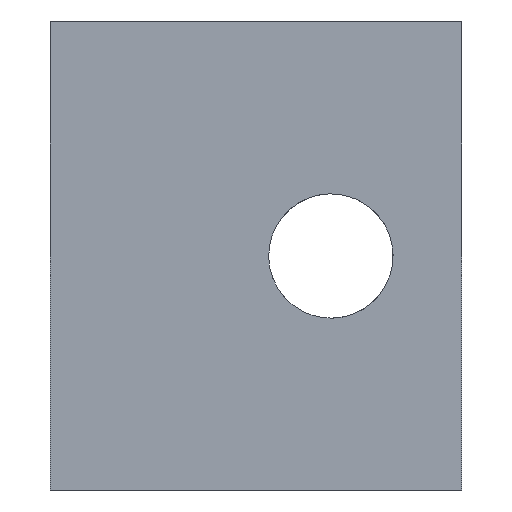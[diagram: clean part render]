
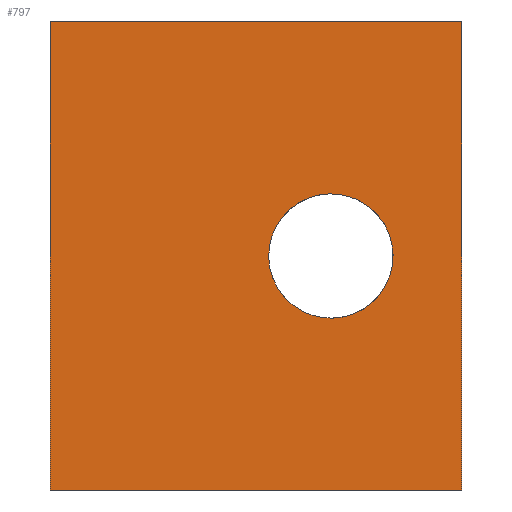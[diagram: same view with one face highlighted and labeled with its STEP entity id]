
A CAD part, front view. The second image highlights one B-rep face of the part: STEP entity #797.
In plain terms, the highlighted planar face has unit normal (0, -1, 0).
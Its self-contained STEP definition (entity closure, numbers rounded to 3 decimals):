
#63=CARTESIAN_POINT('Vertex',(4.,-15.,19.5)) ;
#77=CARTESIAN_POINT('Vertex',(4.,-15.,-5.5)) ;
#80=CARTESIAN_POINT('Line Origine',(4.,-15.,7.)) ;
#492=CARTESIAN_POINT('Vertex',(26.,-15.,19.5)) ;
#495=CARTESIAN_POINT('Line Origine',(26.,-15.,7.)) ;
#499=CARTESIAN_POINT('Vertex',(26.,-15.,-5.5)) ;
#688=CARTESIAN_POINT('Vertex',(16.083,-15.,8.593)) ;
#691=CARTESIAN_POINT('Axis2P3D Location',(19.,-15.,7.)) ;
#695=CARTESIAN_POINT('Vertex',(21.917,-15.,5.407)) ;
#710=CARTESIAN_POINT('Axis2P3D Location',(19.,-15.,7.)) ;
#732=CARTESIAN_POINT('Line Origine',(15.,-15.,19.5)) ;
#770=CARTESIAN_POINT('Line Origine',(15.,-15.,-5.5)) ;
#782=CARTESIAN_POINT('Axis2P3D Location',(4.,-15.,-5.5)) ;
#81=DIRECTION('Vector Direction',(0.,0.,1.)) ;
#496=DIRECTION('Vector Direction',(0.,0.,1.)) ;
#692=DIRECTION('Axis2P3D Direction',(-0.,1.,0.)) ;
#711=DIRECTION('Axis2P3D Direction',(-0.,1.,0.)) ;
#733=DIRECTION('Vector Direction',(1.,0.,0.)) ;
#771=DIRECTION('Vector Direction',(1.,0.,0.)) ;
#783=DIRECTION('Axis2P3D Direction',(0.,1.,0.)) ;
#784=DIRECTION('Axis2P3D XDirection',(0.,0.,1.)) ;
#693=AXIS2_PLACEMENT_3D('Circle Axis2P3D',#691,#692,$) ;
#712=AXIS2_PLACEMENT_3D('Circle Axis2P3D',#710,#711,$) ;
#785=AXIS2_PLACEMENT_3D('Plane Axis2P3D',#782,#783,#784) ;
#788=ORIENTED_EDGE('',*,*,#736,.F.) ;
#789=ORIENTED_EDGE('',*,*,#84,.T.) ;
#790=ORIENTED_EDGE('',*,*,#774,.T.) ;
#791=ORIENTED_EDGE('',*,*,#501,.F.) ;
#794=ORIENTED_EDGE('',*,*,#714,.T.) ;
#795=ORIENTED_EDGE('',*,*,#697,.T.) ;
#796=FACE_BOUND('',#793,.T.) ;
#82=VECTOR('Line Direction',#81,1.) ;
#497=VECTOR('Line Direction',#496,1.) ;
#734=VECTOR('Line Direction',#733,1.) ;
#772=VECTOR('Line Direction',#771,1.) ;
#797=ADVANCED_FACE('Corps principal',(#792,#796),#786,.F.) ;
#694=CIRCLE('generated circle',#693,3.324) ;
#713=CIRCLE('generated circle',#712,3.324) ;
#84=EDGE_CURVE('',#64,#78,#83,.F.) ;
#501=EDGE_CURVE('',#493,#500,#498,.F.) ;
#697=EDGE_CURVE('',#696,#689,#694,.T.) ;
#714=EDGE_CURVE('',#689,#696,#713,.T.) ;
#736=EDGE_CURVE('',#64,#493,#735,.T.) ;
#774=EDGE_CURVE('',#78,#500,#773,.T.) ;
#787=EDGE_LOOP('',(#788,#789,#790,#791)) ;
#793=EDGE_LOOP('',(#794,#795)) ;
#792=FACE_OUTER_BOUND('',#787,.T.) ;
#83=LINE('Line',#80,#82) ;
#498=LINE('Line',#495,#497) ;
#735=LINE('Line',#732,#734) ;
#773=LINE('Line',#770,#772) ;
#786=PLANE('',#785) ;
#64=VERTEX_POINT('',#63) ;
#78=VERTEX_POINT('',#77) ;
#493=VERTEX_POINT('',#492) ;
#500=VERTEX_POINT('',#499) ;
#689=VERTEX_POINT('',#688) ;
#696=VERTEX_POINT('',#695) ;
